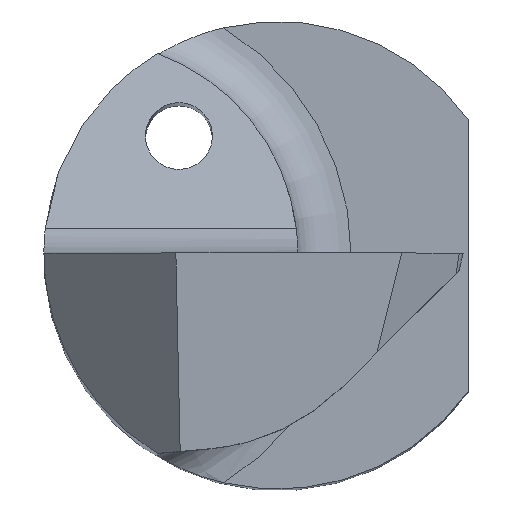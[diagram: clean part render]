
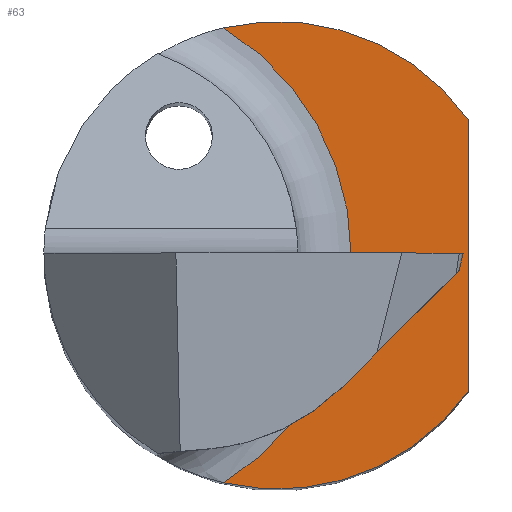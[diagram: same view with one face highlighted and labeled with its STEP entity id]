
A CAD part, top view. The second image highlights one B-rep face of the part: STEP entity #63.
In plain terms, the highlighted planar face has unit normal (0, 0, 1).
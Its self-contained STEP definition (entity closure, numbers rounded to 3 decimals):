
#2 = CARTESIAN_POINT ( 'NONE',  ( -0.325, -0.054, 15. ) ) ;
#6 = CARTESIAN_POINT ( 'NONE',  ( 0., 0., 15. ) ) ;
#10 = DIRECTION ( 'NONE',  ( 0., 0., 1. ) ) ;
#24 = AXIS2_PLACEMENT_3D ( 'NONE', #2, #725, #597 ) ;
#49 = DIRECTION ( 'NONE',  ( 0., 0., -1. ) ) ;
#62 = CIRCLE ( 'NONE', #220, 3.991 ) ;
#63 = ADVANCED_FACE ( 'NONE', ( #429 ), #590, .T. ) ;
#65 = ORIENTED_EDGE ( 'NONE', *, *, #205, .T. ) ;
#120 = EDGE_CURVE ( 'NONE', #413, #380, #188, .T. ) ;
#128 = CARTESIAN_POINT ( 'NONE',  ( 2.85, 2.032, 15. ) ) ;
#162 = CARTESIAN_POINT ( 'NONE',  ( 0., 0., 15. ) ) ;
#188 = CIRCLE ( 'NONE', #669, 3.5 ) ;
#203 = VERTEX_POINT ( 'NONE', #662 ) ;
#205 = EDGE_CURVE ( 'NONE', #203, #413, #267, .T. ) ;
#220 = AXIS2_PLACEMENT_3D ( 'NONE', #697, #49, #691 ) ;
#250 = DIRECTION ( 'NONE',  ( 1., 0., 0. ) ) ;
#267 = LINE ( 'NONE', #128, #419 ) ;
#326 = EDGE_LOOP ( 'NONE', ( #582, #659, #442, #65 ) ) ;
#380 = VERTEX_POINT ( 'NONE', #456 ) ;
#385 = EDGE_CURVE ( 'NONE', #640, #203, #545, .T. ) ;
#413 = VERTEX_POINT ( 'NONE', #747 ) ;
#419 = VECTOR ( 'NONE', #509, 1000. ) ;
#429 = FACE_OUTER_BOUND ( 'NONE', #326, .T. ) ;
#431 = AXIS2_PLACEMENT_3D ( 'NONE', #162, #759, #687 ) ;
#442 = ORIENTED_EDGE ( 'NONE', *, *, #385, .T. ) ;
#456 = CARTESIAN_POINT ( 'NONE',  ( -0.809, 3.405, 15. ) ) ;
#509 = DIRECTION ( 'NONE',  ( 0., 1., 0. ) ) ;
#545 = CIRCLE ( 'NONE', #431, 3.5 ) ;
#582 = ORIENTED_EDGE ( 'NONE', *, *, #120, .T. ) ;
#588 = CARTESIAN_POINT ( 'NONE',  ( -0.809, -3.405, 15. ) ) ;
#590 = PLANE ( 'NONE',  #24 ) ;
#591 = EDGE_CURVE ( 'NONE', #380, #640, #62, .T. ) ;
#597 = DIRECTION ( 'NONE',  ( 1., 0., 0. ) ) ;
#640 = VERTEX_POINT ( 'NONE', #588 ) ;
#659 = ORIENTED_EDGE ( 'NONE', *, *, #591, .T. ) ;
#662 = CARTESIAN_POINT ( 'NONE',  ( 2.85, -2.032, 15. ) ) ;
#669 = AXIS2_PLACEMENT_3D ( 'NONE', #6, #10, #250 ) ;
#687 = DIRECTION ( 'NONE',  ( 1., 0., 0. ) ) ;
#691 = DIRECTION ( 'NONE',  ( 1., 0., 0. ) ) ;
#697 = CARTESIAN_POINT ( 'NONE',  ( -2.891, 0., 15. ) ) ;
#725 = DIRECTION ( 'NONE',  ( 0., 0., 1. ) ) ;
#747 = CARTESIAN_POINT ( 'NONE',  ( 2.85, 2.032, 15. ) ) ;
#759 = DIRECTION ( 'NONE',  ( 0., 0., 1. ) ) ;
